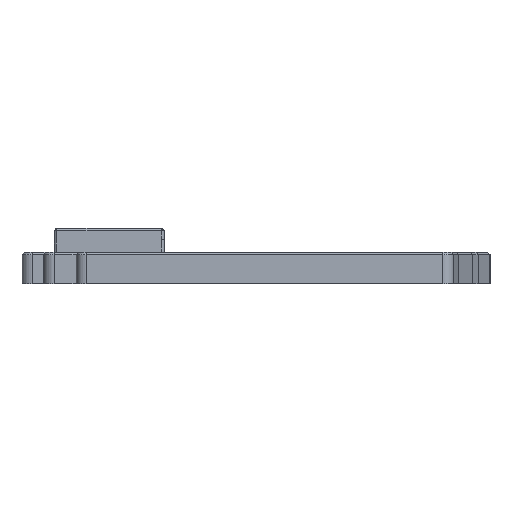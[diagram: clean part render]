
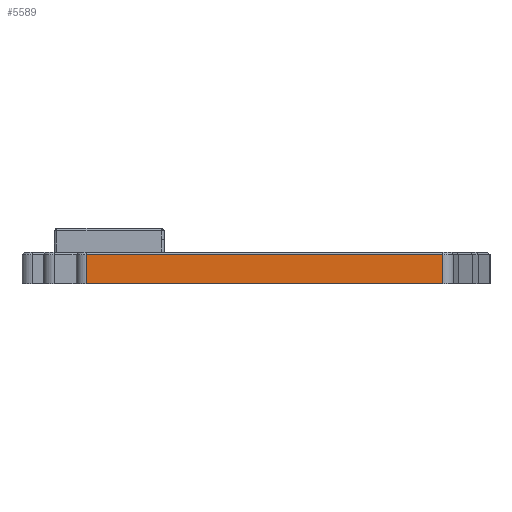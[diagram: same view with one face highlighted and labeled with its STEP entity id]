
A CAD part, left-side view. The second image highlights one B-rep face of the part: STEP entity #5589.
In plain terms, the highlighted planar face has unit normal (-1, 0, 0).
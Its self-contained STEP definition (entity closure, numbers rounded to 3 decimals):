
#346=FACE_OUTER_BOUND('',#662,.T.);
#662=EDGE_LOOP('',(#4281,#4282,#4283,#4284));
#899=LINE('',#7767,#1609);
#1209=LINE('',#8498,#1919);
#1210=LINE('',#8502,#1920);
#1211=LINE('',#8503,#1921);
#1609=VECTOR('',#6267,10.);
#1919=VECTOR('',#6895,10.);
#1920=VECTOR('',#6900,10.);
#1921=VECTOR('',#6901,10.);
#2312=VERTEX_POINT('',#7757);
#2314=VERTEX_POINT('',#7763);
#2577=VERTEX_POINT('',#8497);
#2578=VERTEX_POINT('',#8501);
#2855=EDGE_CURVE('',#2312,#2314,#899,.T.);
#3221=EDGE_CURVE('',#2314,#2577,#1209,.T.);
#3223=EDGE_CURVE('',#2312,#2578,#1210,.T.);
#3224=EDGE_CURVE('',#2577,#2578,#1211,.T.);
#4281=ORIENTED_EDGE('',*,*,#2855,.F.);
#4282=ORIENTED_EDGE('',*,*,#3223,.T.);
#4283=ORIENTED_EDGE('',*,*,#3224,.F.);
#4284=ORIENTED_EDGE('',*,*,#3221,.F.);
#5319=PLANE('',#5961);
#5589=ADVANCED_FACE('',(#346),#5319,.F.);
#5961=AXIS2_PLACEMENT_3D('',#8500,#6898,#6899);
#6267=DIRECTION('',(0.,-1.,0.));
#6895=DIRECTION('',(0.,0.,-1.));
#6898=DIRECTION('center_axis',(1.,0.,0.));
#6899=DIRECTION('ref_axis',(0.,-1.,0.));
#6900=DIRECTION('',(0.,0.,-1.));
#6901=DIRECTION('',(0.,1.,0.));
#7757=CARTESIAN_POINT('',(-64.88,36.2,3.3));
#7763=CARTESIAN_POINT('',(-64.88,-40.75,3.3));
#7767=CARTESIAN_POINT('',(-64.88,18.1,3.3));
#8497=CARTESIAN_POINT('',(-64.88,-40.75,-3.));
#8498=CARTESIAN_POINT('',(-64.88,-40.75,-1.2));
#8500=CARTESIAN_POINT('Origin',(-64.88,36.2,-1.2));
#8501=CARTESIAN_POINT('',(-64.88,36.2,-3.));
#8502=CARTESIAN_POINT('',(-64.88,36.2,-1.2));
#8503=CARTESIAN_POINT('',(-64.88,6.24,-3.));
